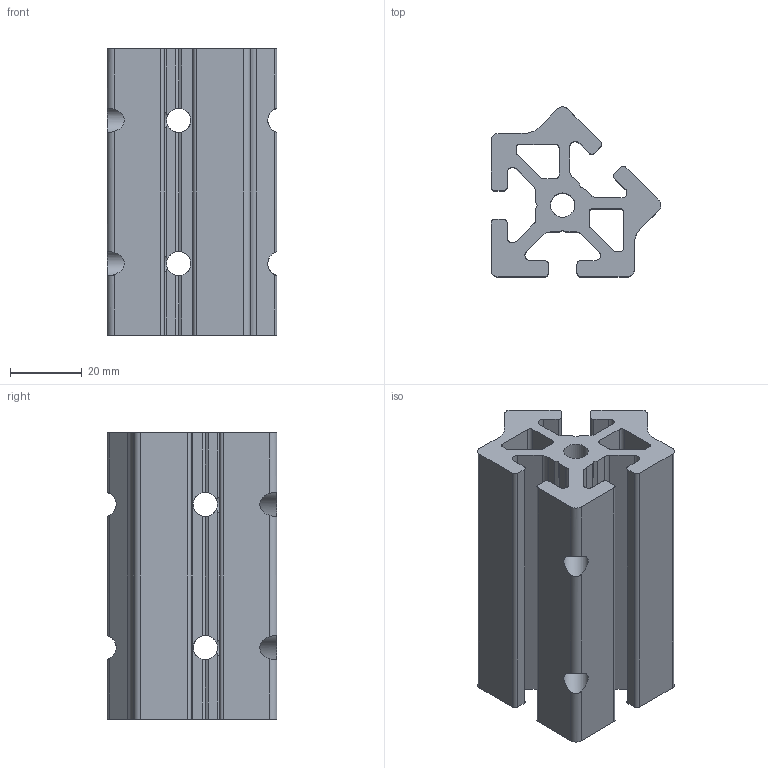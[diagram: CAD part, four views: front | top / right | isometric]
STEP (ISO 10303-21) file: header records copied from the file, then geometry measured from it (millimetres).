
FILE_DESCRIPTION(('STEP AP203'),'2;1');
FILE_NAME('14.156.00.stp','2011-03-21T15:47:05',(''),(''),'2009.3.110','THINKDESIGN','');
FILE_SCHEMA(('CONFIG_CONTROL_DESIGN'));
Length unit declared in the file: millimetre
Bounding box: 47.46 x 47.46 x 80 mm (x, y, z)
Volume: 70207.9 mm3; surface area: 33209.4 mm2
Topology: 1 solids, 1 shells, 164 faces, 578 edges, 386 vertices
Faces by surface type: plane 84, cylinder 80
Full cylindrical faces by diameter (mm): 6.8 x9
Entity records: 7033 total; most frequent: CARTESIAN_POINT 1950, ORIENTED_EDGE 1156, DIRECTION 976, EDGE_CURVE 578, VERTEX_POINT 386, AXIS2_PLACEMENT_3D 340, VECTOR 296, LINE 296
